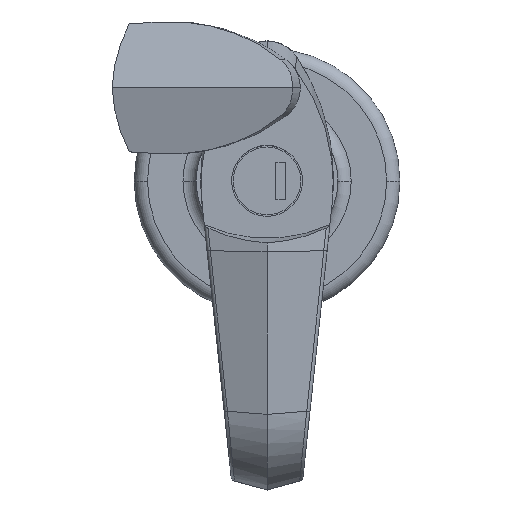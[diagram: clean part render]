
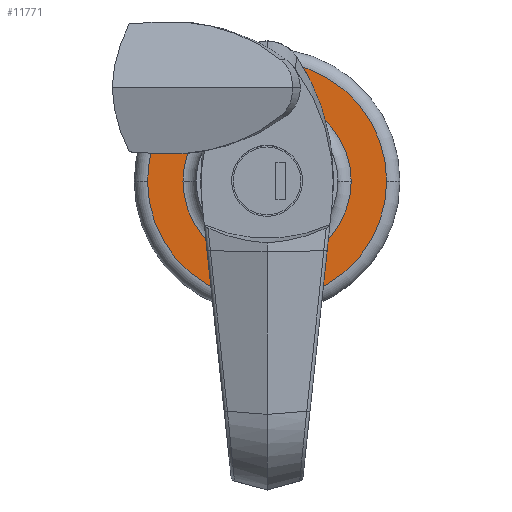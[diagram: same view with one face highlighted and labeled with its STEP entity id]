
A CAD part, top view. The second image highlights one B-rep face of the part: STEP entity #11771.
In plain terms, the highlighted planar face has unit normal (0, 0, 1).
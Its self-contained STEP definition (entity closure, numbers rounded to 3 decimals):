
#358 = CARTESIAN_POINT ( 'NONE',  ( 19., 0., 5. ) ) ;
#1695 = AXIS2_PLACEMENT_3D ( 'NONE', #12195, #12196, #12197 ) ;
#1696 = AXIS2_PLACEMENT_3D ( 'NONE', #12198, #12199, #12200 ) ;
#1856 = CARTESIAN_POINT ( 'NONE',  ( -27., 0., 5. ) ) ;
#2103 = EDGE_LOOP ( 'NONE', ( #7870, #7871 ) ) ;
#2106 = EDGE_LOOP ( 'NONE', ( #7868, #7869 ) ) ;
#2132 = VERTEX_POINT ( 'NONE', #358 ) ;
#2381 = EDGE_CURVE ( 'NONE', #2482, #2132, #7075, .T. ) ;
#2382 = EDGE_CURVE ( 'NONE', #6332, #12721, #7074, .T. ) ;
#2482 = VERTEX_POINT ( 'NONE', #12628 ) ;
#3962 = CIRCLE ( 'NONE', #9982, 27. ) ;
#3965 = CIRCLE ( 'NONE', #9986, 19. ) ;
#4725 = CARTESIAN_POINT ( 'NONE',  ( 27., 0., 5. ) ) ;
#5077 = CARTESIAN_POINT ( 'NONE',  ( 0., 0., 5. ) ) ;
#5078 = DIRECTION ( 'NONE',  ( 0., 0., 1. ) ) ;
#5079 = DIRECTION ( 'NONE',  ( -1., 0., 0. ) ) ;
#5089 = CARTESIAN_POINT ( 'NONE',  ( 0., 0., 5. ) ) ;
#5090 = DIRECTION ( 'NONE',  ( 0., 0., -1. ) ) ;
#5091 = DIRECTION ( 'NONE',  ( -1., 0., 0. ) ) ;
#6332 = VERTEX_POINT ( 'NONE', #1856 ) ;
#7074 = CIRCLE ( 'NONE', #1696, 27. ) ;
#7075 = CIRCLE ( 'NONE', #1695, 19. ) ;
#7868 = ORIENTED_EDGE ( 'NONE', *, *, #2381, .T. ) ;
#7869 = ORIENTED_EDGE ( 'NONE', *, *, #12998, .T. ) ;
#7870 = ORIENTED_EDGE ( 'NONE', *, *, #2382, .T. ) ;
#7871 = ORIENTED_EDGE ( 'NONE', *, *, #12994, .T. ) ;
#8320 = FACE_BOUND ( 'NONE', #2106, .T. ) ;
#8323 = FACE_OUTER_BOUND ( 'NONE', #2103, .T. ) ;
#9982 = AXIS2_PLACEMENT_3D ( 'NONE', #5077, #5078, #5079 ) ;
#9986 = AXIS2_PLACEMENT_3D ( 'NONE', #5089, #5090, #5091 ) ;
#10790 = AXIS2_PLACEMENT_3D ( 'NONE', #11056, #11065, #11066 ) ;
#11056 = CARTESIAN_POINT ( 'NONE',  ( 0., 16., 5. ) ) ;
#11063 = PLANE ( 'NONE',  #10790 ) ;
#11065 = DIRECTION ( 'NONE',  ( 0., 0., -1. ) ) ;
#11066 = DIRECTION ( 'NONE',  ( -1., 0., 0. ) ) ;
#11771 = ADVANCED_FACE ( 'NONE', ( #8320, #8323 ), #11063, .F. ) ;
#12195 = CARTESIAN_POINT ( 'NONE',  ( 0., 0., 5. ) ) ;
#12196 = DIRECTION ( 'NONE',  ( 0., 0., -1. ) ) ;
#12197 = DIRECTION ( 'NONE',  ( -1., 0., 0. ) ) ;
#12198 = CARTESIAN_POINT ( 'NONE',  ( 0., 0., 5. ) ) ;
#12199 = DIRECTION ( 'NONE',  ( 0., 0., 1. ) ) ;
#12200 = DIRECTION ( 'NONE',  ( -1., 0., 0. ) ) ;
#12628 = CARTESIAN_POINT ( 'NONE',  ( -19., 0., 5. ) ) ;
#12721 = VERTEX_POINT ( 'NONE', #4725 ) ;
#12994 = EDGE_CURVE ( 'NONE', #12721, #6332, #3962, .T. ) ;
#12998 = EDGE_CURVE ( 'NONE', #2132, #2482, #3965, .T. ) ;
